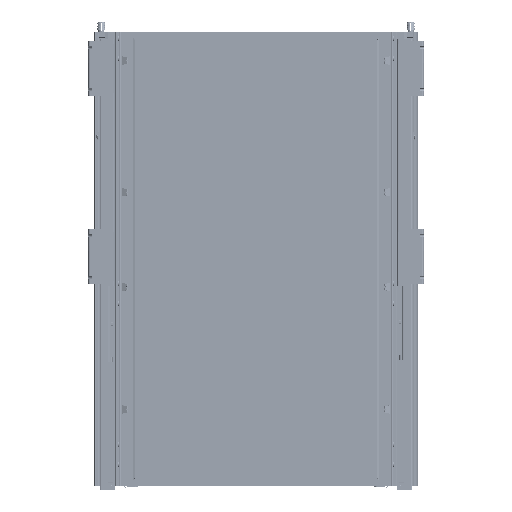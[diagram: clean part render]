
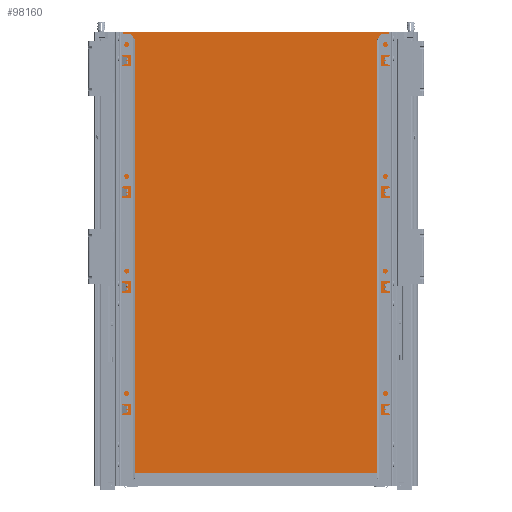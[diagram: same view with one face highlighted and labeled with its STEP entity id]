
A CAD part, front view. The second image highlights one B-rep face of the part: STEP entity #98160.
In plain terms, the highlighted face is planar.
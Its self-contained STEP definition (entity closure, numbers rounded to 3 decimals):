
#11518=FACE_OUTER_BOUND('',#17207,.T.);
#17207=EDGE_LOOP('',(#81882,#81883,#81884,#81885));
#25747=LINE('',#183030,#35393);
#25751=LINE('',#183038,#35397);
#25754=LINE('',#183044,#35400);
#25757=LINE('',#183049,#35403);
#35393=VECTOR('',#129835,10.);
#35397=VECTOR('',#129841,10.);
#35400=VECTOR('',#129846,10.);
#35403=VECTOR('',#129851,10.);
#44551=VERTEX_POINT('',#183028);
#44552=VERTEX_POINT('',#183029);
#44555=VERTEX_POINT('',#183037);
#44557=VERTEX_POINT('',#183043);
#57379=EDGE_CURVE('',#44551,#44552,#25747,.T.);
#57383=EDGE_CURVE('',#44555,#44551,#25751,.T.);
#57386=EDGE_CURVE('',#44557,#44555,#25754,.T.);
#57389=EDGE_CURVE('',#44552,#44557,#25757,.T.);
#81882=ORIENTED_EDGE('',*,*,#57389,.F.);
#81883=ORIENTED_EDGE('',*,*,#57379,.F.);
#81884=ORIENTED_EDGE('',*,*,#57383,.F.);
#81885=ORIENTED_EDGE('',*,*,#57386,.F.);
#91537=PLANE('',#107202);
#98160=ADVANCED_FACE('',(#11518),#91537,.F.);
#107202=AXIS2_PLACEMENT_3D('',#183052,#129855,#129856);
#129835=DIRECTION('',(-1.,0.,0.));
#129841=DIRECTION('',(0.,1.,0.));
#129846=DIRECTION('',(1.,0.,0.));
#129851=DIRECTION('',(0.,-1.,0.));
#129855=DIRECTION('center_axis',(0.,0.,1.));
#129856=DIRECTION('ref_axis',(1.,0.,0.));
#183028=CARTESIAN_POINT('',(162.5,0.,0.));
#183029=CARTESIAN_POINT('',(-162.5,0.,0.));
#183030=CARTESIAN_POINT('',(162.5,0.,0.));
#183037=CARTESIAN_POINT('',(162.5,-526.,0.));
#183038=CARTESIAN_POINT('',(162.5,-526.,0.));
#183043=CARTESIAN_POINT('',(-162.5,-526.,0.));
#183044=CARTESIAN_POINT('',(-162.5,-526.,0.));
#183049=CARTESIAN_POINT('',(-162.5,0.,0.));
#183052=CARTESIAN_POINT('Origin',(0.,-263.,0.));
